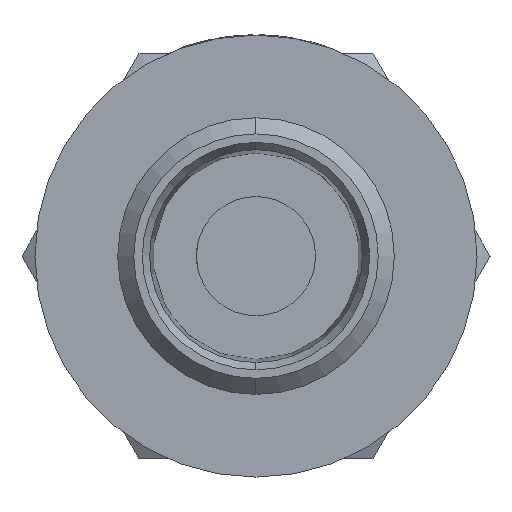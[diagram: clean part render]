
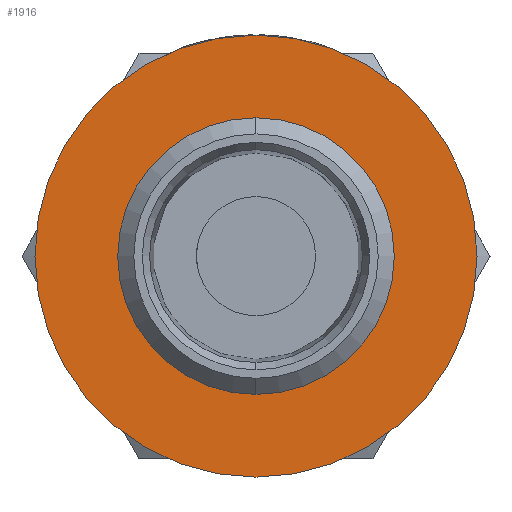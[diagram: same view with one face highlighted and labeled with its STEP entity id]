
A CAD part, left-side view. The second image highlights one B-rep face of the part: STEP entity #1916.
In plain terms, the highlighted planar face has unit normal (-1, 0, 0).
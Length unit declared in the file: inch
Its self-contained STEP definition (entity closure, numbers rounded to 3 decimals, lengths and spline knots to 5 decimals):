
#152 = CARTESIAN_POINT ( 'NONE',  ( 0.49803, 0., 0. ) ) ;
#163 = PLANE ( 'NONE',  #292 ) ;
#270 = CARTESIAN_POINT ( 'NONE',  ( 0.49803, 0., -0.3435 ) ) ;
#292 = AXIS2_PLACEMENT_3D ( 'NONE', #7089, #5435, #10492 ) ;
#328 = CIRCLE ( 'NONE', #9739, 0.3435 ) ;
#980 = CARTESIAN_POINT ( 'NONE',  ( 0.49803, 0., -0.18996 ) ) ;
#1156 = VERTEX_POINT ( 'NONE', #9498 ) ;
#1275 = FACE_OUTER_BOUND ( 'NONE', #8878, .T. ) ;
#1916 = ADVANCED_FACE ( 'NONE', ( #10541, #1275 ), #163, .T. ) ;
#2099 = VERTEX_POINT ( 'NONE', #8531 ) ;
#2216 = EDGE_CURVE ( 'NONE', #1156, #9781, #8624, .T. ) ;
#2516 = AXIS2_PLACEMENT_3D ( 'NONE', #4072, #8131, #10027 ) ;
#2640 = ORIENTED_EDGE ( 'NONE', *, *, #4078, .F. ) ;
#2943 = ORIENTED_EDGE ( 'NONE', *, *, #8159, .T. ) ;
#3813 = DIRECTION ( 'NONE',  ( 1., 0., 0. ) ) ;
#4072 = CARTESIAN_POINT ( 'NONE',  ( 0.49803, 0., 0. ) ) ;
#4078 = EDGE_CURVE ( 'NONE', #9781, #1156, #328, .T. ) ;
#5068 = VERTEX_POINT ( 'NONE', #980 ) ;
#5435 = DIRECTION ( 'NONE',  ( -1., 0., 0. ) ) ;
#6919 = CIRCLE ( 'NONE', #7284, 0.18996 ) ;
#7089 = CARTESIAN_POINT ( 'NONE',  ( 0.49803, 0., 0. ) ) ;
#7139 = DIRECTION ( 'NONE',  ( 1., 0., 0. ) ) ;
#7284 = AXIS2_PLACEMENT_3D ( 'NONE', #8679, #3813, #10570 ) ;
#7505 = DIRECTION ( 'NONE',  ( 1., 0., 0. ) ) ;
#8131 = DIRECTION ( 'NONE',  ( 1., 0., 0. ) ) ;
#8159 = EDGE_CURVE ( 'NONE', #5068, #2099, #6919, .T. ) ;
#8287 = EDGE_LOOP ( 'NONE', ( #9885, #2943 ) ) ;
#8531 = CARTESIAN_POINT ( 'NONE',  ( 0.49803, 0., 0.18996 ) ) ;
#8583 = DIRECTION ( 'NONE',  ( 0., 0., 1. ) ) ;
#8624 = CIRCLE ( 'NONE', #10056, 0.3435 ) ;
#8679 = CARTESIAN_POINT ( 'NONE',  ( 0.49803, 0., 0. ) ) ;
#8878 = EDGE_LOOP ( 'NONE', ( #9124, #2640 ) ) ;
#9076 = CARTESIAN_POINT ( 'NONE',  ( 0.49803, 0., 0. ) ) ;
#9124 = ORIENTED_EDGE ( 'NONE', *, *, #2216, .F. ) ;
#9248 = EDGE_CURVE ( 'NONE', #2099, #5068, #10662, .T. ) ;
#9498 = CARTESIAN_POINT ( 'NONE',  ( 0.49803, 0., 0.3435 ) ) ;
#9739 = AXIS2_PLACEMENT_3D ( 'NONE', #9076, #7505, #10019 ) ;
#9781 = VERTEX_POINT ( 'NONE', #270 ) ;
#9885 = ORIENTED_EDGE ( 'NONE', *, *, #9248, .T. ) ;
#10019 = DIRECTION ( 'NONE',  ( 0., 0., 1. ) ) ;
#10027 = DIRECTION ( 'NONE',  ( 0., 0., 1. ) ) ;
#10056 = AXIS2_PLACEMENT_3D ( 'NONE', #152, #7139, #8583 ) ;
#10492 = DIRECTION ( 'NONE',  ( 0., 0., 1. ) ) ;
#10541 = FACE_BOUND ( 'NONE', #8287, .T. ) ;
#10570 = DIRECTION ( 'NONE',  ( 0., 0., 1. ) ) ;
#10662 = CIRCLE ( 'NONE', #2516, 0.18996 ) ;
